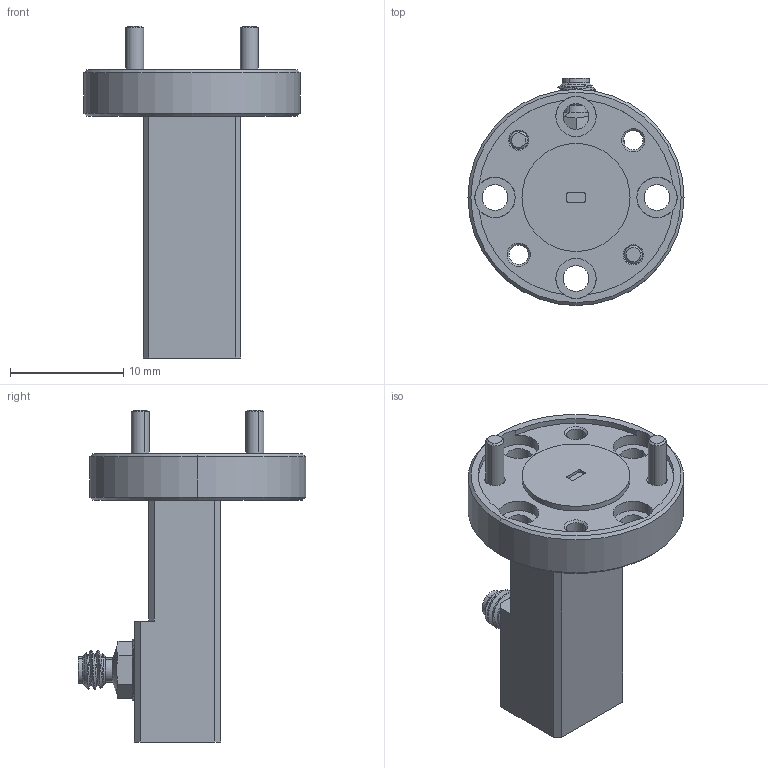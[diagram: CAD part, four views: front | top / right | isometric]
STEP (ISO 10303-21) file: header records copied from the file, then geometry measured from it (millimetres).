
FILE_DESCRIPTION (( 'STEP AP203' ), '1' );
FILE_NAME ('WC-DR-A, Female.STEP', '2024-06-20T19:50:09', ( '' ), ( '' ), 'SwSTEP 2.0', 'SolidWorks 2021', '' );
FILE_SCHEMA (( 'CONFIG_CONTROL_DESIGN' ));
Length unit declared in the file: inch
Products named in the file (1): WC-DR-A, Female
Bounding box: 19.05 x 20.05 x 29.27 mm (x, y, z)
Volume: 2314.2 mm3; surface area: 1788.6 mm2
Topology: 3 solids, 3 shells, 137 faces, 333 edges, 211 vertices
Faces by surface type: cylinder 52, plane 41, cone 30, bspline 14
Entity records: 6848 total; most frequent: CARTESIAN_POINT 3566, DIRECTION 666, ORIENTED_EDGE 666, EDGE_CURVE 333, AXIS2_PLACEMENT_3D 261, VERTEX_POINT 211, EDGE_LOOP 162, VECTOR 144
